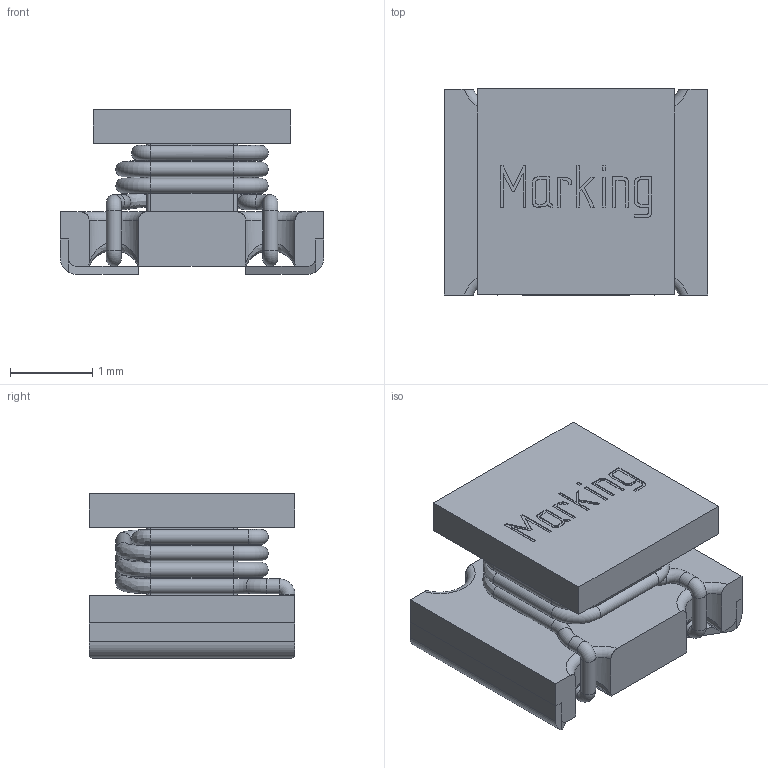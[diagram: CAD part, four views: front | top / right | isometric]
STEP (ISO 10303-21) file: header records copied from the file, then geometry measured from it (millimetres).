
FILE_DESCRIPTION( ( 'Unknown' ), '1' );
FILE_NAME( '7440320018.stp', 'Unknown', ( 'Unknown' ), ( 'Unknown' ), 'PSStep 16.0.42', 'Unknown', ' ' );
FILE_SCHEMA( ( 'AUTOMOTIVE_DESIGN { 1 0 10303 214 1 1 1 1 }' ) );
Length unit declared in the file: millimetre
Products named in the file (5): Assem1; Kern; Pin_
Assembly tree (4 placements, depth 2):
  Assem1
    Kern
    Kern
    Pin_
    Pin_
Bounding box: 3.2 x 2.5 x 2 mm (x, y, z)
Volume: 9.4 mm3; surface area: 72.9 mm2
Topology: 4 solids, 4 shells, 204 faces, 491 edges, 307 vertices
Faces by surface type: plane 107, cylinder 45, torus 22, bspline 16, extrusion 14
Full cylindrical faces by diameter (mm): 0.18 x29
Entity records: 9769 total; most frequent: CARTESIAN_POINT 3838, ORIENTED_EDGE 862, DIRECTION 753, EDGE_CURVE 431, VERTEX_POINT 306, AXIS2_PLACEMENT_3D 279, EDGE_LOOP 275, FACE_OUTER_BOUND 263
